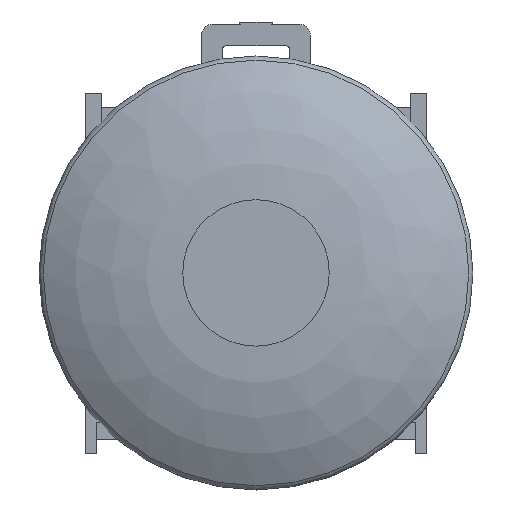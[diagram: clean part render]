
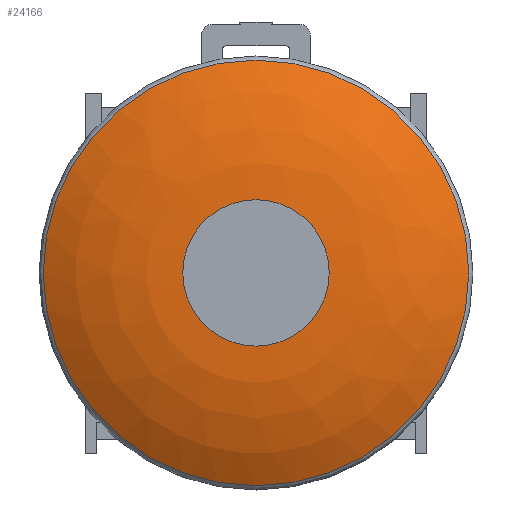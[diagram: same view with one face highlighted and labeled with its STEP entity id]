
A CAD part, top view. The second image highlights one B-rep face of the part: STEP entity #24166.
In plain terms, the highlighted free-form (B-spline) face has degree [2, 2] with [3, 9] control points.
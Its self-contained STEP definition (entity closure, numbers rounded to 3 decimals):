
#138=(
BOUNDED_SURFACE()
B_SPLINE_SURFACE(2,2,((#45670,#45671,#45672,#45673,#45674,#45675,#45676,
#45677,#45678),(#45679,#45680,#45681,#45682,#45683,#45684,#45685,#45686,
#45687),(#45688,#45689,#45690,#45691,#45692,#45693,#45694,#45695,#45696)),
 .UNSPECIFIED.,.F.,.T.,.F.)
B_SPLINE_SURFACE_WITH_KNOTS((3,3),(3,2,2,2,3),(-1.571,-1.035),
(-3.142,-1.571,0.,1.571,3.142),
 .UNSPECIFIED.)
GEOMETRIC_REPRESENTATION_ITEM()
RATIONAL_B_SPLINE_SURFACE(((1.,0.707,1.,0.707,1.,
0.707,1.,0.707,1.),(0.964,0.682,
0.964,0.682,0.964,0.682,
0.964,0.682,0.964),(1.,0.707,
1.,0.707,1.,0.707,1.,0.707,1.)))
REPRESENTATION_ITEM('')
SURFACE()
);
#2314=FACE_OUTER_BOUND('',#3615,.T.);
#3615=EDGE_LOOP('',(#20803,#20804,#20805,#20806,#20807,#20808));
#4424=CIRCLE('',#26090,19.613);
#4425=CIRCLE('',#26091,19.613);
#4426=CIRCLE('',#26092,25.215);
#4427=CIRCLE('',#26093,6.75);
#4428=CIRCLE('',#26094,6.75);
#11179=VERTEX_POINT('',#45665);
#11180=VERTEX_POINT('',#45667);
#11181=VERTEX_POINT('',#45697);
#11182=VERTEX_POINT('',#45699);
#14437=EDGE_CURVE('',#11179,#11180,#4424,.T.);
#14438=EDGE_CURVE('',#11180,#11179,#4425,.T.);
#14439=EDGE_CURVE('',#11179,#11181,#4426,.T.);
#14440=EDGE_CURVE('',#11181,#11182,#4427,.T.);
#14441=EDGE_CURVE('',#11182,#11181,#4428,.T.);
#20803=ORIENTED_EDGE('',*,*,#14438,.F.);
#20804=ORIENTED_EDGE('',*,*,#14437,.F.);
#20805=ORIENTED_EDGE('',*,*,#14439,.T.);
#20806=ORIENTED_EDGE('',*,*,#14440,.T.);
#20807=ORIENTED_EDGE('',*,*,#14441,.T.);
#20808=ORIENTED_EDGE('',*,*,#14439,.F.);
#24166=ADVANCED_FACE('',(#2314),#138,.F.);
#26090=AXIS2_PLACEMENT_3D('',#45668,#32023,#32024);
#26091=AXIS2_PLACEMENT_3D('',#45669,#32025,#32026);
#26092=AXIS2_PLACEMENT_3D('',#45698,#32027,#32028);
#26093=AXIS2_PLACEMENT_3D('',#45700,#32029,#32030);
#26094=AXIS2_PLACEMENT_3D('',#45701,#32031,#32032);
#32023=DIRECTION('center_axis',(0.,0.,
-1.));
#32024=DIRECTION('ref_axis',(0.,-1.,0.));
#32025=DIRECTION('center_axis',(0.,0.,
-1.));
#32026=DIRECTION('ref_axis',(0.,-1.,0.));
#32027=DIRECTION('center_axis',(0.,-1.,0.));
#32028=DIRECTION('ref_axis',(1.,0.,0.));
#32029=DIRECTION('center_axis',(0.,0.,
-1.));
#32030=DIRECTION('ref_axis',(0.,1.,0.));
#32031=DIRECTION('center_axis',(0.,0.,
-1.));
#32032=DIRECTION('ref_axis',(0.,1.,0.));
#45665=CARTESIAN_POINT('',(19.613,0.,23.964));
#45667=CARTESIAN_POINT('',(0.,19.613,23.964));
#45668=CARTESIAN_POINT('Origin',(0.,0.,
23.964));
#45669=CARTESIAN_POINT('Origin',(0.,0.,
23.964));
#45670=CARTESIAN_POINT('Ctrl Pts',(6.75,0.,27.492));
#45671=CARTESIAN_POINT('Ctrl Pts',(6.75,-6.75,27.492));
#45672=CARTESIAN_POINT('Ctrl Pts',(0.,-6.75,27.492));
#45673=CARTESIAN_POINT('Ctrl Pts',(-6.75,-6.75,27.492));
#45674=CARTESIAN_POINT('Ctrl Pts',(-6.75,0.,27.492));
#45675=CARTESIAN_POINT('Ctrl Pts',(-6.75,6.75,27.492));
#45676=CARTESIAN_POINT('Ctrl Pts',(0.,6.75,27.492));
#45677=CARTESIAN_POINT('Ctrl Pts',(6.75,6.75,27.492));
#45678=CARTESIAN_POINT('Ctrl Pts',(6.75,0.,27.492));
#45679=CARTESIAN_POINT('Ctrl Pts',(13.665,0.,
27.492));
#45680=CARTESIAN_POINT('Ctrl Pts',(13.665,-13.665,27.492));
#45681=CARTESIAN_POINT('Ctrl Pts',(0.,-13.665,
27.492));
#45682=CARTESIAN_POINT('Ctrl Pts',(-13.665,-13.665,
27.492));
#45683=CARTESIAN_POINT('Ctrl Pts',(-13.665,0.,
27.492));
#45684=CARTESIAN_POINT('Ctrl Pts',(-13.665,13.665,27.492));
#45685=CARTESIAN_POINT('Ctrl Pts',(0.,13.665,
27.492));
#45686=CARTESIAN_POINT('Ctrl Pts',(13.665,13.665,27.492));
#45687=CARTESIAN_POINT('Ctrl Pts',(13.665,0.,
27.492));
#45688=CARTESIAN_POINT('Ctrl Pts',(19.613,0.,
23.964));
#45689=CARTESIAN_POINT('Ctrl Pts',(19.613,-19.613,23.964));
#45690=CARTESIAN_POINT('Ctrl Pts',(0.,-19.613,
23.964));
#45691=CARTESIAN_POINT('Ctrl Pts',(-19.613,-19.613,
23.964));
#45692=CARTESIAN_POINT('Ctrl Pts',(-19.613,0.,
23.964));
#45693=CARTESIAN_POINT('Ctrl Pts',(-19.613,19.613,23.964));
#45694=CARTESIAN_POINT('Ctrl Pts',(0.,19.613,
23.964));
#45695=CARTESIAN_POINT('Ctrl Pts',(19.613,19.613,23.964));
#45696=CARTESIAN_POINT('Ctrl Pts',(19.613,0.,
23.964));
#45697=CARTESIAN_POINT('',(6.75,0.,27.492));
#45698=CARTESIAN_POINT('Origin',(6.75,0.,
2.277));
#45699=CARTESIAN_POINT('',(0.,6.75,27.492));
#45700=CARTESIAN_POINT('Origin',(0.,0.,
27.492));
#45701=CARTESIAN_POINT('Origin',(0.,0.,
27.492));
